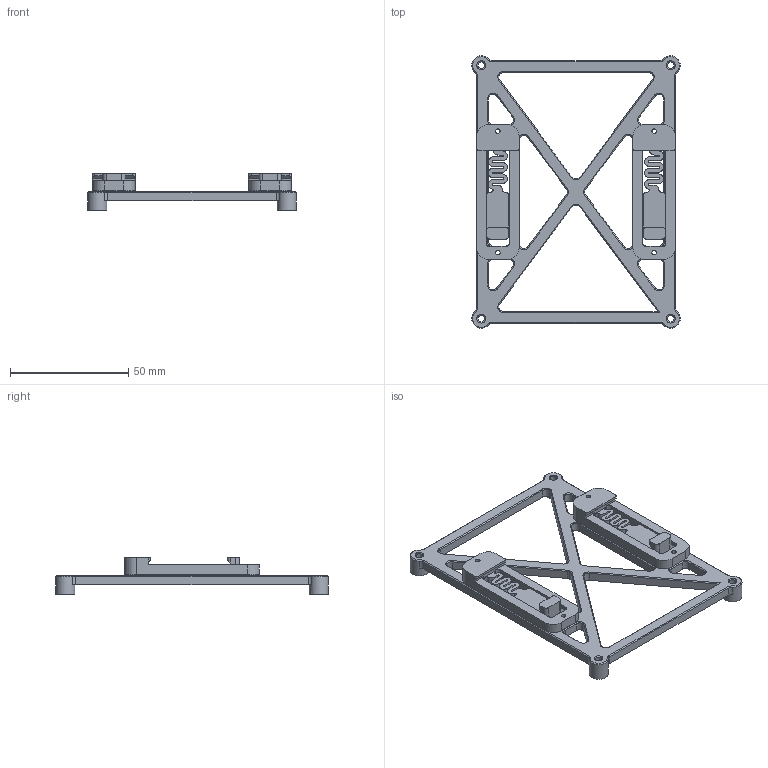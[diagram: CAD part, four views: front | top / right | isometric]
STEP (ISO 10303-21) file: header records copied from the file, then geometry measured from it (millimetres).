
FILE_DESCRIPTION(/* description */ (''),/* implementation_level */ '2;1');
FILE_NAME(/* name */ 'Fysetc S6 V2 Mount.step',/* time_stamp */ '2021-04-23T10:38:44-04:00',/* author */ (''),/* organization */ (''),/* preprocessor_version */ 'ST-DEVELOPER v18.1',/* originating_system */ 'Autodesk Translation Framework v10.6.0.1341',/* authorisation */ '');
FILE_SCHEMA (('AUTOMOTIVE_DESIGN { 1 0 10303 214 3 1 1 }'));
Length unit declared in the file: millimetre
Products named in the file (2): Fysetc S6 V2 Mount; PCB Mounts
Assembly tree (1 placements, depth 2):
  Fysetc S6 V2 Mount
    PCB Mounts
Bounding box: 88 x 115 x 15.6 mm (x, y, z)
Volume: 24546.2 mm3; surface area: 21049.3 mm2
Topology: 3 solids, 3 shells, 501 faces, 1237 edges, 752 vertices
Faces by surface type: plane 228, cylinder 147, cone 126
Full cylindrical faces by diameter (mm): 1.9 x4, 2.4 x4, 2.9 x4, 4 x4, 8 x4
Entity records: 14791 total; most frequent: DIRECTION 2673, CARTESIAN_POINT 2493, ORIENTED_EDGE 2474, EDGE_CURVE 1237, AXIS2_PLACEMENT_3D 932, LINE 809, VECTOR 809, VERTEX_POINT 752
